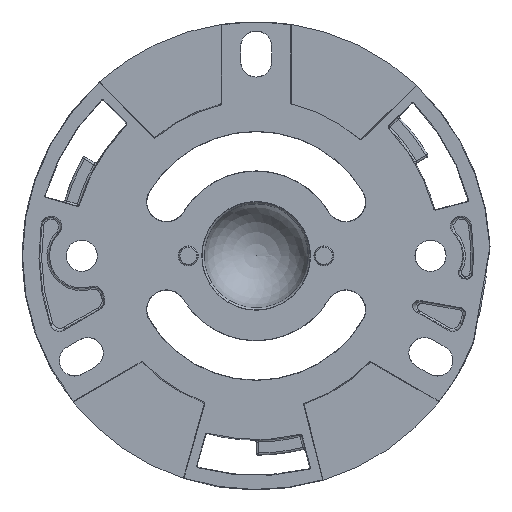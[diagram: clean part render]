
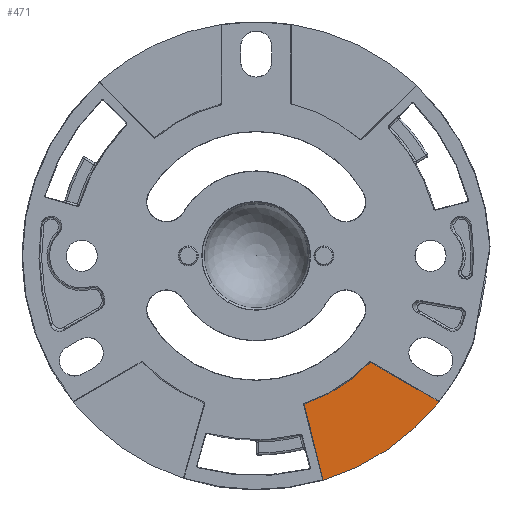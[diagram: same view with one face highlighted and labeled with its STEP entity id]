
A CAD part, front view. The second image highlights one B-rep face of the part: STEP entity #471.
In plain terms, the highlighted planar face has unit normal (0, -1, 0).
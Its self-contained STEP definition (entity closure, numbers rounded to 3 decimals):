
#471=ADVANCED_FACE('',(#1114),#1115,.T.);
#1114=FACE_OUTER_BOUND('',#3488,.T.);
#1115=PLANE('',#3489);
#3488=EDGE_LOOP('',(#6433,#6434,#6435,#6436,#6437,#6438));
#3489=AXIS2_PLACEMENT_3D('',#6439,#6440,#6441);
#6433=ORIENTED_EDGE('',*,*,#8266,.T.);
#6434=ORIENTED_EDGE('',*,*,#8056,.T.);
#6435=ORIENTED_EDGE('',*,*,#8267,.T.);
#6436=ORIENTED_EDGE('',*,*,#8268,.T.);
#6437=ORIENTED_EDGE('',*,*,#8228,.T.);
#6438=ORIENTED_EDGE('',*,*,#7954,.T.);
#6439=CARTESIAN_POINT('',(0.0,0.9,0.));
#6440=DIRECTION('',(0.0,-1.0,0.));
#6441=DIRECTION('',(0.0,0.,-1.0));
#7954=EDGE_CURVE('',#9063,#9061,#9064,.T.);
#8056=EDGE_CURVE('',#9227,#9225,#9228,.T.);
#8228=EDGE_CURVE('',#9477,#9063,#9482,.T.);
#8266=EDGE_CURVE('',#9061,#9227,#9532,.T.);
#8267=EDGE_CURVE('',#9225,#9533,#9534,.T.);
#8268=EDGE_CURVE('',#9533,#9477,#9535,.T.);
#9061=VERTEX_POINT('',#10866);
#9063=VERTEX_POINT('',#10868);
#9064=CIRCLE('',#10869,23.493);
#9225=VERTEX_POINT('',#11334);
#9227=VERTEX_POINT('',#11342);
#9228=B_SPLINE_CURVE_WITH_KNOTS('',2,(#11343,#11344,#11345,#11346,#11347),.UNSPECIFIED.,.F.,.F.,(3,2,3),(0.0,0.5,1.0),.UNSPECIFIED.);
#9477=VERTEX_POINT('',#11970);
#9482=LINE('',#11985,#11986);
#9532=LINE('',#12165,#12166);
#9533=VERTEX_POINT('',#12167);
#9534=CIRCLE('',#12168,15.63);
#9535=B_SPLINE_CURVE_WITH_KNOTS('',2,(#12169,#12170,#12171,#12172,#12173,#12174,#12175,#12176,#12177),.UNSPECIFIED.,.F.,.F.,(3,2,2,2,3),(0.0,0.25,0.5,0.75,1.0),.UNSPECIFIED.);
#10866=CARTESIAN_POINT('',(18.372,0.9,-14.648));
#10868=CARTESIAN_POINT('',(6.735,0.9,-22.507));
#10869=AXIS2_PLACEMENT_3D('',#13335,#13336,#13337);
#11334=CARTESIAN_POINT('',(11.335,0.9,-10.762));
#11342=CARTESIAN_POINT('',(11.579,0.9,-10.727));
#11343=CARTESIAN_POINT('',(11.579,0.9,-10.727));
#11344=CARTESIAN_POINT('',(11.52,0.9,-10.693));
#11345=CARTESIAN_POINT('',(11.451,0.9,-10.702));
#11346=CARTESIAN_POINT('',(11.383,0.9,-10.711));
#11347=CARTESIAN_POINT('',(11.335,0.9,-10.762));
#11970=CARTESIAN_POINT('',(4.847,0.9,-15.055));
#11985=CARTESIAN_POINT('',(5.593,0.9,-17.999));
#11986=VECTOR('',#13642,1.0);
#12165=CARTESIAN_POINT('',(14.271,0.9,-12.281));
#12166=VECTOR('',#13683,1.0);
#12167=CARTESIAN_POINT('',(4.977,0.9,-14.817));
#12168=AXIS2_PLACEMENT_3D('',#13684,#13685,#13686);
#12169=CARTESIAN_POINT('',(4.977,0.9,-14.817));
#12170=CARTESIAN_POINT('',(4.942,0.9,-14.828));
#12171=CARTESIAN_POINT('',(4.912,0.9,-14.853));
#12172=CARTESIAN_POINT('',(4.884,0.9,-14.876));
#12173=CARTESIAN_POINT('',(4.865,0.9,-14.91));
#12174=CARTESIAN_POINT('',(4.847,0.9,-14.942));
#12175=CARTESIAN_POINT('',(4.842,0.9,-14.981));
#12176=CARTESIAN_POINT('',(4.837,0.9,-15.018));
#12177=CARTESIAN_POINT('',(4.847,0.9,-15.055));
#13335=CARTESIAN_POINT('',(0.0,0.9,0.));
#13336=DIRECTION('',(-0.0,-1.0,0.));
#13337=DIRECTION('',(-1.0,0.0,0.0));
#13642=DIRECTION('',(0.246,0.,-0.969));
#13683=DIRECTION('',(-0.866,0.,0.5));
#13684=CARTESIAN_POINT('',(0.0,0.9,0.0));
#13685=DIRECTION('',(0.0,1.0,0.));
#13686=DIRECTION('',(0.0,0.,-1.0));
